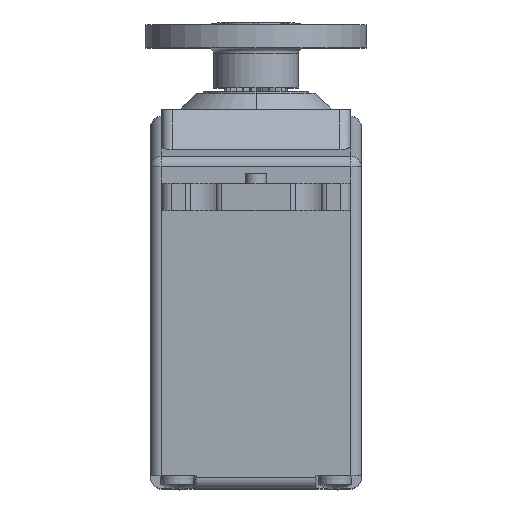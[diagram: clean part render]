
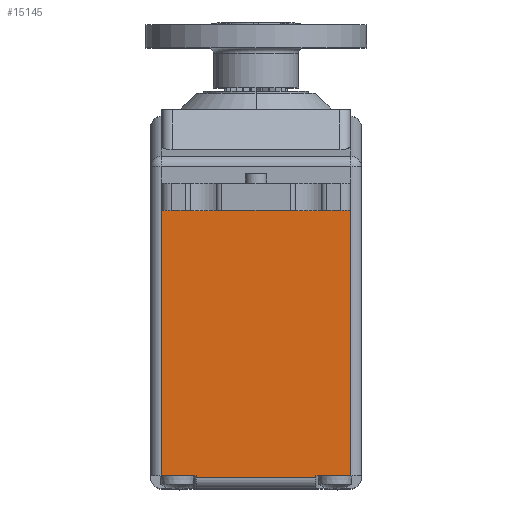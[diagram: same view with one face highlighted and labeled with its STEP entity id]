
A CAD part, top view. The second image highlights one B-rep face of the part: STEP entity #15145.
In plain terms, the highlighted planar face has unit normal (0, 0, 1).
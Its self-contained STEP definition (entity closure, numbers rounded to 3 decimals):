
#4592=DIRECTION('',(1.,0.,0.));
#4593=VECTOR('',#4592,18.);
#4594=CARTESIAN_POINT('',(-9.,0.,20.3));
#4595=LINE('',#4594,#4593);
#4596=DIRECTION('',(0.,-1.,0.));
#4597=VECTOR('',#4596,25.2);
#4598=CARTESIAN_POINT('',(9.,0.,20.3));
#4599=LINE('',#4598,#4597);
#4600=DIRECTION('',(1.,0.,0.));
#4601=VECTOR('',#4600,3.3);
#4602=CARTESIAN_POINT('',(5.7,-25.2,20.3));
#4603=LINE('',#4602,#4601);
#4604=DIRECTION('',(0.,1.,0.));
#4605=VECTOR('',#4604,0.2);
#4606=CARTESIAN_POINT('',(5.7,-25.4,20.3));
#4607=LINE('',#4606,#4605);
#4608=DIRECTION('',(-1.,0.,0.));
#4609=VECTOR('',#4608,11.4);
#4610=CARTESIAN_POINT('',(5.7,-25.4,20.3));
#4611=LINE('',#4610,#4609);
#4612=DIRECTION('',(0.,1.,0.));
#4613=VECTOR('',#4612,0.2);
#4614=CARTESIAN_POINT('',(-5.7,-25.4,20.3));
#4615=LINE('',#4614,#4613);
#4616=DIRECTION('',(1.,0.,0.));
#4617=VECTOR('',#4616,3.3);
#4618=CARTESIAN_POINT('',(-9.,-25.2,20.3));
#4619=LINE('',#4618,#4617);
#4620=DIRECTION('',(0.,-1.,0.));
#4621=VECTOR('',#4620,25.2);
#4622=CARTESIAN_POINT('',(-9.,0.,20.3));
#4623=LINE('',#4622,#4621);
#6629=CARTESIAN_POINT('',(-9.,-25.2,20.3));
#6630=CARTESIAN_POINT('',(-5.7,-25.2,20.3));
#6631=VERTEX_POINT('',#6629);
#6632=VERTEX_POINT('',#6630);
#6633=CARTESIAN_POINT('',(5.7,-25.2,20.3));
#6634=CARTESIAN_POINT('',(9.,-25.2,20.3));
#6635=VERTEX_POINT('',#6633);
#6636=VERTEX_POINT('',#6634);
#6637=CARTESIAN_POINT('',(-5.7,-25.4,20.3));
#6638=VERTEX_POINT('',#6637);
#6639=CARTESIAN_POINT('',(5.7,-25.4,20.3));
#6640=VERTEX_POINT('',#6639);
#6681=CARTESIAN_POINT('',(-9.,0.,20.3));
#6682=CARTESIAN_POINT('',(9.,0.,20.3));
#6683=VERTEX_POINT('',#6681);
#6684=VERTEX_POINT('',#6682);
#15124=CARTESIAN_POINT('',(-10.,9.,20.3));
#15125=DIRECTION('',(0.,0.,1.));
#15126=DIRECTION('',(1.,0.,0.));
#15127=AXIS2_PLACEMENT_3D('',#15124,#15125,#15126);
#15128=PLANE('',#15127);
#15130=ORIENTED_EDGE('',*,*,#15129,.T.);
#15132=ORIENTED_EDGE('',*,*,#15131,.T.);
#15133=ORIENTED_EDGE('',*,*,#14256,.F.);
#15135=ORIENTED_EDGE('',*,*,#15134,.F.);
#15137=ORIENTED_EDGE('',*,*,#15136,.T.);
#15139=ORIENTED_EDGE('',*,*,#15138,.T.);
#15140=ORIENTED_EDGE('',*,*,#14234,.F.);
#15142=ORIENTED_EDGE('',*,*,#15141,.F.);
#15143=EDGE_LOOP('',(#15130,#15132,#15133,#15135,#15137,#15139,#15140,#15142));
#15144=FACE_OUTER_BOUND('',#15143,.F.);
#15145=ADVANCED_FACE('',(#15144),#15128,.T.);
#14234=EDGE_CURVE('',#6631,#6632,#4619,.T.);
#14256=EDGE_CURVE('',#6635,#6636,#4603,.T.);
#15129=EDGE_CURVE('',#6683,#6684,#4595,.T.);
#15131=EDGE_CURVE('',#6684,#6636,#4599,.T.);
#15134=EDGE_CURVE('',#6640,#6635,#4607,.T.);
#15136=EDGE_CURVE('',#6640,#6638,#4611,.T.);
#15138=EDGE_CURVE('',#6638,#6632,#4615,.T.);
#15141=EDGE_CURVE('',#6683,#6631,#4623,.T.);
